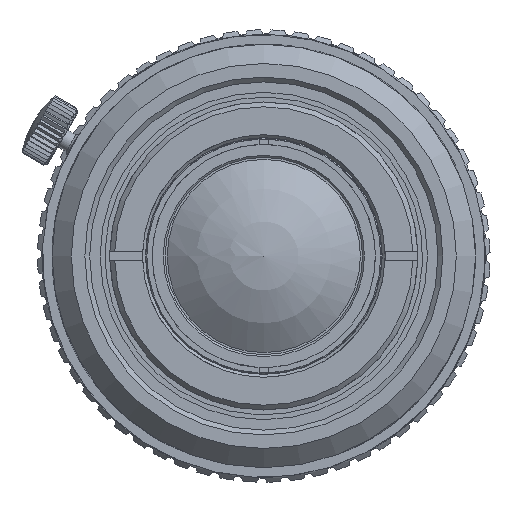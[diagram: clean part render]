
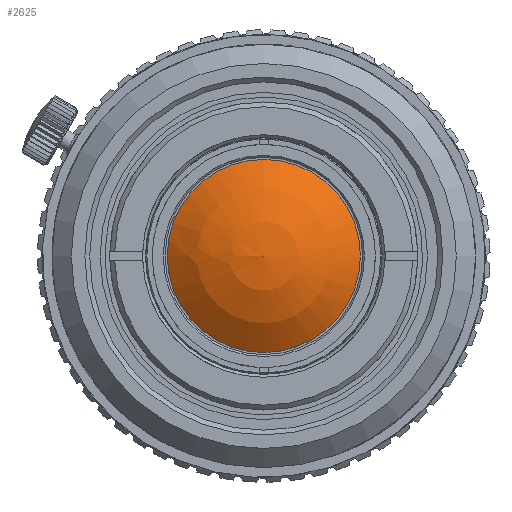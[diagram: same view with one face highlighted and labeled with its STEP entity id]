
A CAD part, left-side view. The second image highlights one B-rep face of the part: STEP entity #2625.
In plain terms, the highlighted spherical face has radius 15.774 mm.
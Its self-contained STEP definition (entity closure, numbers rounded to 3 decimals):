
#132=SPHERICAL_SURFACE('',#14049,15.774);
#295=VERTEX_LOOP('',#10034);
#2625=ADVANCED_FACE('',(#3573,#3574),#132,.T.);
#2985=CIRCLE('',#13386,10.036);
#3573=FACE_BOUND('',#295,.T.);
#3574=FACE_BOUND('',#4436,.T.);
#4436=EDGE_LOOP('',(#8219));
#8219=ORIENTED_EDGE('',*,*,#10744,.F.);
#9126=VERTEX_POINT('',#20425);
#10034=VERTEX_POINT('',#25448);
#10744=EDGE_CURVE('',#9126,#9126,#2985,.T.);
#13386=AXIS2_PLACEMENT_3D('',#20424,#14495,#14496);
#14049=AXIS2_PLACEMENT_3D('',#25449,#16161,#16162);
#14495=DIRECTION('',(1.,0.,0.));
#14496=DIRECTION('',(0.,0.,-1.));
#16161=DIRECTION('',(-1.,0.,0.));
#16162=DIRECTION('',(0.,1.,0.));
#20424=CARTESIAN_POINT('',(-52.762,0.,0.));
#20425=CARTESIAN_POINT('',(-52.762,0.,-10.036));
#25448=CARTESIAN_POINT('',(-56.367,0.,0.));
#25449=CARTESIAN_POINT('',(-40.593,0.,0.));
